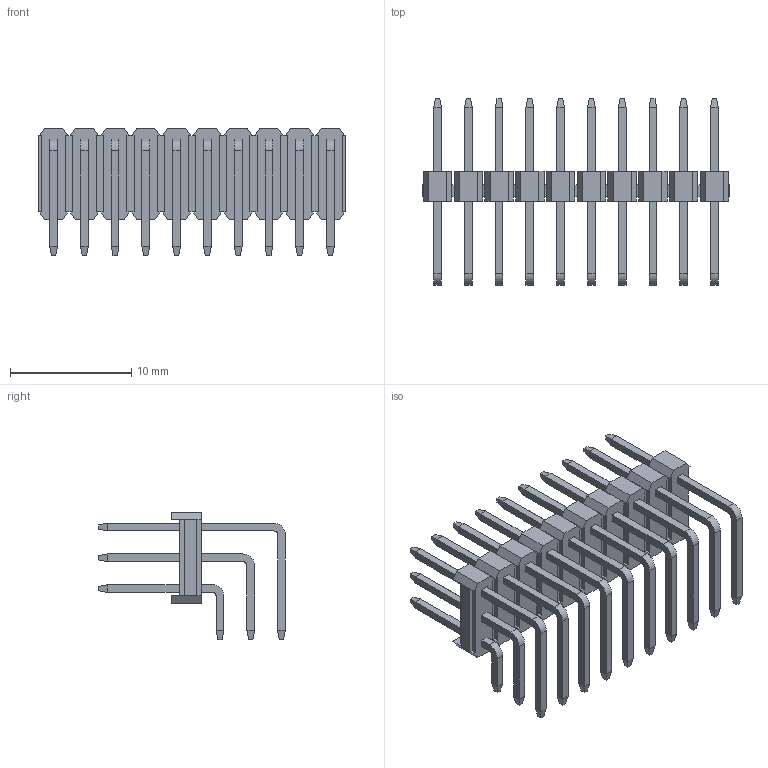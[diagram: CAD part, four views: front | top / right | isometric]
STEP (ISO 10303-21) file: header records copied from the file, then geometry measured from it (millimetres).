
FILE_DESCRIPTION( ('This file contains a STEP AP42 implementation' ,'as created by ZW3D STEP Interface translator.') ,'2;1' );
FILE_NAME( '1125-13XXXXRXXXXXXX(す醱俔).stp' ,'23 331.11 631', (''), ('ZWCAD Software Co.'), 'Version 1.0', 'ZW3D to STEP translator', '' );
FILE_SCHEMA(('AUTOMOTIVE_DESIGN { 1 0 10303 214 1 1 1 1 }'));
Length unit declared in the file: millimetre
Products named in the file (2): 0; 1125-1320XXR139XXXX(側醱俔)
Bounding box: 25.4 x 15.42 x 10.5 mm (x, y, z)
Volume: 518.2 mm3; surface area: 2222.4 mm2
Topology: 31 solids, 31 shells, 1026 faces, 2452 edges, 1488 vertices
Faces by surface type: plane 966, cylinder 60
Entity records: 29719 total; most frequent: CARTESIAN_POINT 4967, ORIENTED_EDGE 4904, DIRECTION 4626, EDGE_CURVE 2452, VECTOR 2332, LINE 2332, VERTEX_POINT 1488, AXIS2_PLACEMENT_3D 1147
